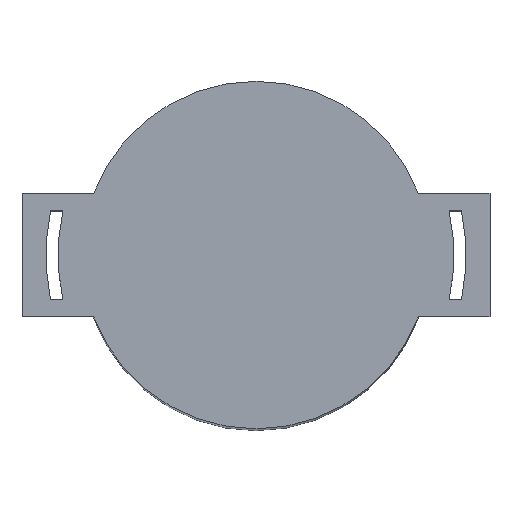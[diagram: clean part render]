
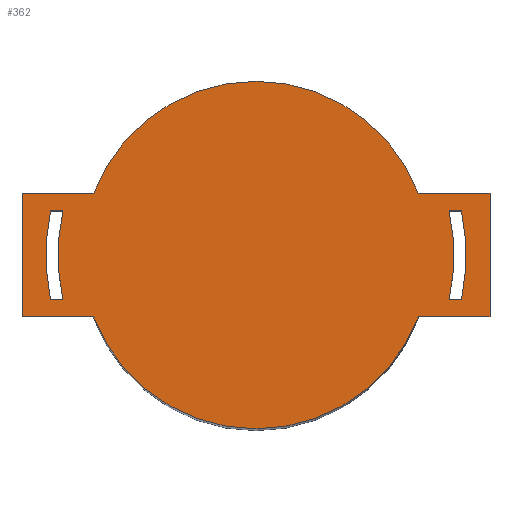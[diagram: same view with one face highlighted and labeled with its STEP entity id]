
A CAD part, top view. The second image highlights one B-rep face of the part: STEP entity #362.
In plain terms, the highlighted planar face has unit normal (0, 0, 1).
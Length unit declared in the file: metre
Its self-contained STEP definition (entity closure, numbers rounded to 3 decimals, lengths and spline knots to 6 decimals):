
#25=PLANE('',#407);
#41=LINE('',#562,#77);
#45=LINE('',#572,#81);
#46=LINE('',#574,#82);
#49=LINE('',#580,#85);
#51=LINE('',#584,#87);
#52=LINE('',#586,#88);
#54=LINE('',#590,#90);
#58=LINE('',#600,#94);
#60=LINE('',#606,#96);
#61=LINE('',#608,#97);
#77=VECTOR('',#453,1.);
#81=VECTOR('',#463,1.);
#82=VECTOR('',#466,1.);
#85=VECTOR('',#471,1.);
#87=VECTOR('',#475,1.);
#88=VECTOR('',#478,1.);
#90=VECTOR('',#482,1.);
#94=VECTOR('',#492,1.);
#96=VECTOR('',#500,1.);
#97=VECTOR('',#503,1.);
#180=ORIENTED_EDGE('',*,*,#236,.F.);
#181=ORIENTED_EDGE('',*,*,#239,.F.);
#182=ORIENTED_EDGE('',*,*,#241,.T.);
#183=ORIENTED_EDGE('',*,*,#243,.F.);
#184=ORIENTED_EDGE('',*,*,#226,.F.);
#185=ORIENTED_EDGE('',*,*,#203,.T.);
#186=ORIENTED_EDGE('',*,*,#229,.T.);
#187=ORIENTED_EDGE('',*,*,#231,.T.);
#188=ORIENTED_EDGE('',*,*,#232,.F.);
#189=ORIENTED_EDGE('',*,*,#199,.T.);
#190=ORIENTED_EDGE('',*,*,#234,.T.);
#191=ORIENTED_EDGE('',*,*,#242,.T.);
#192=ORIENTED_EDGE('',*,*,#220,.T.);
#193=ORIENTED_EDGE('',*,*,#223,.T.);
#194=ORIENTED_EDGE('',*,*,#225,.F.);
#195=ORIENTED_EDGE('',*,*,#244,.F.);
#199=EDGE_CURVE('',#249,#248,#280,.T.);
#203=EDGE_CURVE('',#253,#252,#282,.T.);
#220=EDGE_CURVE('',#267,#266,#41,.T.);
#223=EDGE_CURVE('',#266,#268,#287,.T.);
#225=EDGE_CURVE('',#269,#268,#45,.T.);
#226=EDGE_CURVE('',#253,#270,#46,.T.);
#229=EDGE_CURVE('',#252,#271,#49,.T.);
#231=EDGE_CURVE('',#271,#272,#51,.T.);
#232=EDGE_CURVE('',#249,#272,#52,.T.);
#234=EDGE_CURVE('',#248,#273,#54,.T.);
#236=EDGE_CURVE('',#274,#275,#288,.T.);
#239=EDGE_CURVE('',#276,#274,#58,.T.);
#241=EDGE_CURVE('',#276,#277,#289,.T.);
#242=EDGE_CURVE('',#273,#270,#60,.T.);
#243=EDGE_CURVE('',#275,#277,#61,.T.);
#244=EDGE_CURVE('',#267,#269,#290,.T.);
#248=VERTEX_POINT('',#518);
#249=VERTEX_POINT('',#520);
#252=VERTEX_POINT('',#526);
#253=VERTEX_POINT('',#528);
#266=VERTEX_POINT('',#561);
#267=VERTEX_POINT('',#563);
#268=VERTEX_POINT('',#567);
#269=VERTEX_POINT('',#571);
#270=VERTEX_POINT('',#575);
#271=VERTEX_POINT('',#579);
#272=VERTEX_POINT('',#583);
#273=VERTEX_POINT('',#589);
#274=VERTEX_POINT('',#593);
#275=VERTEX_POINT('',#595);
#276=VERTEX_POINT('',#599);
#277=VERTEX_POINT('',#603);
#280=CIRCLE('',#379,0.01);
#282=CIRCLE('',#381,0.01);
#287=CIRCLE('',#391,0.012098);
#288=CIRCLE('',#399,0.012098);
#289=CIRCLE('',#402,0.011402);
#290=CIRCLE('',#406,0.011402);
#312=EDGE_LOOP('',(#180,#181,#182,#183));
#313=EDGE_LOOP('',(#184,#185,#186,#187,#188,#189,#190,#191));
#314=EDGE_LOOP('',(#192,#193,#194,#195));
#336=FACE_BOUND('',#312,.T.);
#337=FACE_BOUND('',#313,.T.);
#338=FACE_BOUND('',#314,.T.);
#362=ADVANCED_FACE('',(#336,#337,#338),#25,.T.);
#379=AXIS2_PLACEMENT_3D('',#519,#417,#418);
#381=AXIS2_PLACEMENT_3D('',#527,#423,#424);
#391=AXIS2_PLACEMENT_3D('',#568,#458,#459);
#399=AXIS2_PLACEMENT_3D('',#594,#486,#487);
#402=AXIS2_PLACEMENT_3D('',#604,#496,#497);
#406=AXIS2_PLACEMENT_3D('',#610,#506,#507);
#407=AXIS2_PLACEMENT_3D('',#611,#508,#509);
#417=DIRECTION('',(0.,0.,1.));
#418=DIRECTION('',(1.,0.,0.));
#423=DIRECTION('',(0.,0.,1.));
#424=DIRECTION('',(1.,0.,0.));
#453=DIRECTION('',(1.,0.,0.));
#458=DIRECTION('',(0.,0.,-1.));
#459=DIRECTION('',(1.,0.,0.));
#463=DIRECTION('',(1.,0.,0.));
#466=DIRECTION('',(-1.,0.,0.));
#471=DIRECTION('',(1.,0.,0.));
#475=DIRECTION('',(0.,1.,0.));
#478=DIRECTION('',(1.,0.,0.));
#482=DIRECTION('',(-1.,0.,0.));
#486=DIRECTION('',(0.,0.,1.));
#487=DIRECTION('',(1.,0.,0.));
#492=DIRECTION('',(-1.,0.,0.));
#496=DIRECTION('',(0.,0.,1.));
#497=DIRECTION('',(1.,0.,0.));
#500=DIRECTION('',(0.,-1.,0.));
#503=DIRECTION('',(1.,0.,0.));
#506=DIRECTION('',(0.,0.,-1.));
#507=DIRECTION('',(1.,0.,0.));
#508=DIRECTION('',(0.,0.,1.));
#509=DIRECTION('',(1.,0.,0.));
#518=CARTESIAN_POINT('',(-0.009345,0.00356,0.001));
#519=CARTESIAN_POINT('',(0.,0.,0.001));
#520=CARTESIAN_POINT('',(0.009345,0.00356,0.001));
#526=CARTESIAN_POINT('',(0.009345,-0.00356,0.001));
#527=CARTESIAN_POINT('',(0.,0.,0.001));
#528=CARTESIAN_POINT('',(-0.009345,-0.00356,0.001));
#561=CARTESIAN_POINT('',(0.011829,0.002537,0.001));
#562=CARTESIAN_POINT('',(0.011779,0.002537,0.001));
#563=CARTESIAN_POINT('',(0.011117,0.002537,0.001));
#567=CARTESIAN_POINT('',(0.011829,-0.002537,0.001));
#568=CARTESIAN_POINT('',(0.,0.,0.001));
#571=CARTESIAN_POINT('',(0.011117,-0.002537,0.001));
#572=CARTESIAN_POINT('',(0.011779,-0.002537,0.001));
#574=CARTESIAN_POINT('',(-0.011406,-0.00356,0.001));
#575=CARTESIAN_POINT('',(-0.013466,-0.00356,0.001));
#579=CARTESIAN_POINT('',(0.013466,-0.00356,0.001));
#580=CARTESIAN_POINT('',(0.011406,-0.00356,0.001));
#583=CARTESIAN_POINT('',(0.013466,0.00356,0.001));
#584=CARTESIAN_POINT('',(0.013466,-0.00178,0.001));
#586=CARTESIAN_POINT('',(0.011406,0.00356,0.001));
#589=CARTESIAN_POINT('',(-0.013466,0.00356,0.001));
#590=CARTESIAN_POINT('',(-0.011406,0.00356,0.001));
#593=CARTESIAN_POINT('',(-0.011829,0.002537,0.001));
#594=CARTESIAN_POINT('',(0.,0.,0.001));
#595=CARTESIAN_POINT('',(-0.011829,-0.002537,0.001));
#599=CARTESIAN_POINT('',(-0.011117,0.002537,0.001));
#600=CARTESIAN_POINT('',(-0.011779,0.002537,0.001));
#603=CARTESIAN_POINT('',(-0.011117,-0.002537,0.001));
#604=CARTESIAN_POINT('',(0.,0.,0.001));
#606=CARTESIAN_POINT('',(-0.013466,0.00178,0.001));
#608=CARTESIAN_POINT('',(-0.011167,-0.002537,0.001));
#610=CARTESIAN_POINT('',(0.,0.,0.001));
#611=CARTESIAN_POINT('',(0.,0.,0.001));
